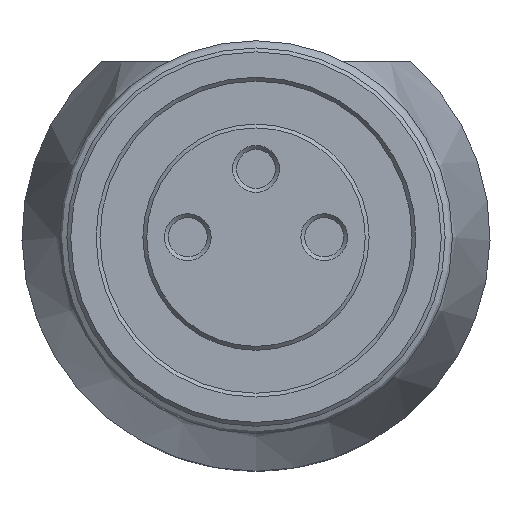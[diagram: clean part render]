
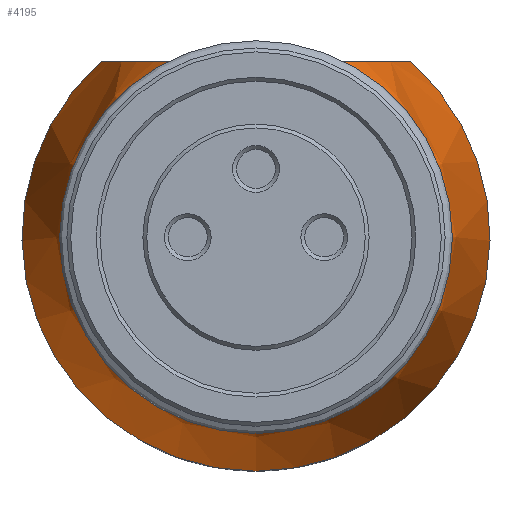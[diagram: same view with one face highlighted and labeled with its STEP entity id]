
A CAD part, front view. The second image highlights one B-rep face of the part: STEP entity #4195.
In plain terms, the highlighted free-form (B-spline) face has degree [2, 2] with [3, 9] control points.
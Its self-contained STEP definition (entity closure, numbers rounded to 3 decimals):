
#16=(
BOUNDED_CURVE()
B_SPLINE_CURVE(2,(#7118,#7119,#7120),.UNSPECIFIED.,.F.,.F.)
B_SPLINE_CURVE_WITH_KNOTS((3,3),(-0.521,-0.409),
 .UNSPECIFIED.)
CURVE()
GEOMETRIC_REPRESENTATION_ITEM()
RATIONAL_B_SPLINE_CURVE((1.,0.994,0.992))
REPRESENTATION_ITEM('')
);
#18=(
BOUNDED_SURFACE()
B_SPLINE_SURFACE(2,2,((#7087,#7088,#7089,#7090,#7091,#7092,#7093,#7094,
#7095),(#7096,#7097,#7098,#7099,#7100,#7101,#7102,#7103,#7104),(#7105,#7106,
#7107,#7108,#7109,#7110,#7111,#7112,#7113)),.UNSPECIFIED.,.F.,.T.,.F.)
B_SPLINE_SURFACE_WITH_KNOTS((3,3),(3,2,2,2,3),(0.123,0.521),
(-3.142,-1.571,0.,1.571,3.142),
 .UNSPECIFIED.)
GEOMETRIC_REPRESENTATION_ITEM()
RATIONAL_B_SPLINE_SURFACE(((1.,0.707,1.,0.707,1.,
0.707,1.,0.707,1.),(0.98,0.693,
0.98,0.693,0.98,0.693,
0.98,0.693,0.98),(1.,0.707,
1.,0.707,1.,0.707,1.,0.707,1.)))
REPRESENTATION_ITEM('')
SURFACE()
);
#459=B_SPLINE_CURVE_WITH_KNOTS('',3,(#7040,#7041,#7042,#7043,#7044,#7045,
#7046,#7047,#7048,#7049,#7050,#7051,#7052,#7053),.UNSPECIFIED.,.F.,.F.,
(4,2,2,2,2,2,4),(1.83,1.883,1.936,1.991,
2.09,2.294,2.513),.UNSPECIFIED.);
#460=B_SPLINE_CURVE_WITH_KNOTS('',3,(#7055,#7056,#7057,#7058,#7059,#7060,
#7061,#7062,#7063,#7064,#7065,#7066,#7067,#7068),.UNSPECIFIED.,.F.,.F.,
(4,2,2,2,2,2,4),(1.147,1.367,1.571,1.67,
1.724,1.777,1.83),.UNSPECIFIED.);
#1001=FACE_OUTER_BOUND('',#1331,.T.);
#1331=EDGE_LOOP('',(#3222,#3223,#3224,#3225,#3226,#3227,#3228));
#1654=CIRCLE('',#4577,3.5);
#1655=CIRCLE('',#4578,3.5);
#1656=CIRCLE('',#4579,6.);
#1970=VERTEX_POINT('',#7037);
#1971=VERTEX_POINT('',#7039);
#1972=VERTEX_POINT('',#7054);
#1975=VERTEX_POINT('',#7114);
#1976=VERTEX_POINT('',#7115);
#2433=EDGE_CURVE('',#1971,#1970,#459,.T.);
#2434=EDGE_CURVE('',#1972,#1971,#460,.T.);
#2438=EDGE_CURVE('',#1975,#1976,#1654,.T.);
#2439=EDGE_CURVE('',#1976,#1975,#1655,.T.);
#2440=EDGE_CURVE('',#1976,#1971,#16,.T.);
#2441=EDGE_CURVE('',#1970,#1972,#1656,.T.);
#3222=ORIENTED_EDGE('',*,*,#2438,.F.);
#3223=ORIENTED_EDGE('',*,*,#2439,.F.);
#3224=ORIENTED_EDGE('',*,*,#2440,.T.);
#3225=ORIENTED_EDGE('',*,*,#2433,.T.);
#3226=ORIENTED_EDGE('',*,*,#2441,.T.);
#3227=ORIENTED_EDGE('',*,*,#2434,.T.);
#3228=ORIENTED_EDGE('',*,*,#2440,.F.);
#4195=ADVANCED_FACE('',(#1001),#18,.F.);
#4577=AXIS2_PLACEMENT_3D('',#7116,#5407,#5408);
#4578=AXIS2_PLACEMENT_3D('',#7117,#5409,#5410);
#4579=AXIS2_PLACEMENT_3D('',#7121,#5411,#5412);
#5407=DIRECTION('center_axis',(0.,-1.,0.));
#5408=DIRECTION('ref_axis',(1.,0.,0.));
#5409=DIRECTION('center_axis',(0.,-1.,0.));
#5410=DIRECTION('ref_axis',(1.,0.,0.));
#5411=DIRECTION('center_axis',(0.,-1.,0.));
#5412=DIRECTION('ref_axis',(1.,0.,0.));
#7037=CARTESIAN_POINT('',(-3.969,6.5,4.5));
#7039=CARTESIAN_POINT('',(0.,0.994,4.5));
#7040=CARTESIAN_POINT('Ctrl Pts',(0.,0.994,
4.5));
#7041=CARTESIAN_POINT('Ctrl Pts',(-0.176,0.994,4.5));
#7042=CARTESIAN_POINT('Ctrl Pts',(-0.367,1.02,4.5));
#7043=CARTESIAN_POINT('Ctrl Pts',(-0.735,1.124,4.5));
#7044=CARTESIAN_POINT('Ctrl Pts',(-0.912,1.202,4.5));
#7045=CARTESIAN_POINT('Ctrl Pts',(-1.226,1.376,4.5));
#7046=CARTESIAN_POINT('Ctrl Pts',(-1.405,1.502,4.5));
#7047=CARTESIAN_POINT('Ctrl Pts',(-1.801,1.828,4.5));
#7048=CARTESIAN_POINT('Ctrl Pts',(-2.07,2.119,4.5));
#7049=CARTESIAN_POINT('Ctrl Pts',(-2.687,2.919,4.5));
#7050=CARTESIAN_POINT('Ctrl Pts',(-3.07,3.639,4.5));
#7051=CARTESIAN_POINT('Ctrl Pts',(-3.6,4.947,4.5));
#7052=CARTESIAN_POINT('Ctrl Pts',(-3.822,5.715,4.5));
#7053=CARTESIAN_POINT('Ctrl Pts',(-3.969,6.5,4.5));
#7054=CARTESIAN_POINT('',(3.969,6.5,4.5));
#7055=CARTESIAN_POINT('Ctrl Pts',(3.969,6.5,4.5));
#7056=CARTESIAN_POINT('Ctrl Pts',(3.822,5.715,4.5));
#7057=CARTESIAN_POINT('Ctrl Pts',(3.6,4.947,4.5));
#7058=CARTESIAN_POINT('Ctrl Pts',(3.07,3.639,4.5));
#7059=CARTESIAN_POINT('Ctrl Pts',(2.687,2.919,4.5));
#7060=CARTESIAN_POINT('Ctrl Pts',(2.07,2.119,4.5));
#7061=CARTESIAN_POINT('Ctrl Pts',(1.801,1.828,4.5));
#7062=CARTESIAN_POINT('Ctrl Pts',(1.405,1.502,4.5));
#7063=CARTESIAN_POINT('Ctrl Pts',(1.226,1.376,4.5));
#7064=CARTESIAN_POINT('Ctrl Pts',(0.912,1.202,4.5));
#7065=CARTESIAN_POINT('Ctrl Pts',(0.735,1.124,4.5));
#7066=CARTESIAN_POINT('Ctrl Pts',(0.367,1.02,4.5));
#7067=CARTESIAN_POINT('Ctrl Pts',(0.176,0.994,4.5));
#7068=CARTESIAN_POINT('Ctrl Pts',(0.,0.994,
4.5));
#7087=CARTESIAN_POINT('Ctrl Pts',(0.,6.5,
6.));
#7088=CARTESIAN_POINT('Ctrl Pts',(-6.,6.5,6.));
#7089=CARTESIAN_POINT('Ctrl Pts',(-6.,6.5,0.));
#7090=CARTESIAN_POINT('Ctrl Pts',(-6.,6.5,-6.));
#7091=CARTESIAN_POINT('Ctrl Pts',(0.,6.5,
-6.));
#7092=CARTESIAN_POINT('Ctrl Pts',(6.,6.5,-6.));
#7093=CARTESIAN_POINT('Ctrl Pts',(6.,6.5,0.));
#7094=CARTESIAN_POINT('Ctrl Pts',(6.,6.5,6.));
#7095=CARTESIAN_POINT('Ctrl Pts',(0.,6.5,
6.));
#7096=CARTESIAN_POINT('Ctrl Pts',(0.,2.498,
5.506));
#7097=CARTESIAN_POINT('Ctrl Pts',(-5.506,2.498,5.506));
#7098=CARTESIAN_POINT('Ctrl Pts',(-5.506,2.498,0.));
#7099=CARTESIAN_POINT('Ctrl Pts',(-5.506,2.498,-5.506));
#7100=CARTESIAN_POINT('Ctrl Pts',(0.,2.498,
-5.506));
#7101=CARTESIAN_POINT('Ctrl Pts',(5.506,2.498,-5.506));
#7102=CARTESIAN_POINT('Ctrl Pts',(5.506,2.498,0.));
#7103=CARTESIAN_POINT('Ctrl Pts',(5.506,2.498,5.506));
#7104=CARTESIAN_POINT('Ctrl Pts',(0.,2.498,
5.506));
#7105=CARTESIAN_POINT('Ctrl Pts',(0.,-1.,
3.5));
#7106=CARTESIAN_POINT('Ctrl Pts',(-3.5,-1.,3.5));
#7107=CARTESIAN_POINT('Ctrl Pts',(-3.5,-1.,0.));
#7108=CARTESIAN_POINT('Ctrl Pts',(-3.5,-1.,-3.5));
#7109=CARTESIAN_POINT('Ctrl Pts',(0.,-1.,
-3.5));
#7110=CARTESIAN_POINT('Ctrl Pts',(3.5,-1.,-3.5));
#7111=CARTESIAN_POINT('Ctrl Pts',(3.5,-1.,0.));
#7112=CARTESIAN_POINT('Ctrl Pts',(3.5,-1.,3.5));
#7113=CARTESIAN_POINT('Ctrl Pts',(0.,-1.,
3.5));
#7114=CARTESIAN_POINT('',(3.5,-1.,0.));
#7115=CARTESIAN_POINT('',(0.,-1.,3.5));
#7116=CARTESIAN_POINT('Origin',(0.,-1.,
0.));
#7117=CARTESIAN_POINT('Origin',(0.,-1.,
0.));
#7118=CARTESIAN_POINT('Ctrl Pts',(0.,-1.,
3.5));
#7119=CARTESIAN_POINT('Ctrl Pts',(0.,-0.031,
4.056));
#7120=CARTESIAN_POINT('Ctrl Pts',(0.,0.994,
4.5));
#7121=CARTESIAN_POINT('Origin',(0.,6.5,0.));
